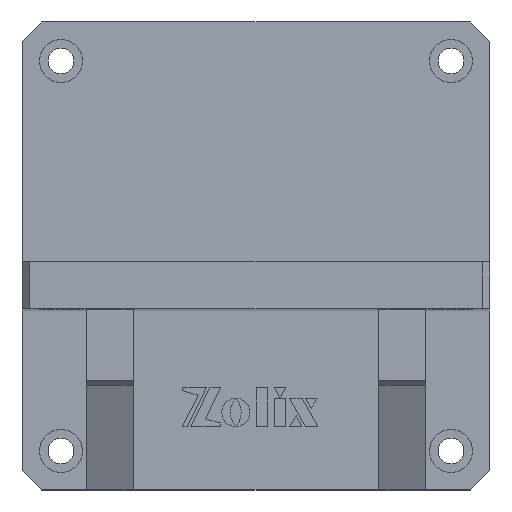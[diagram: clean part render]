
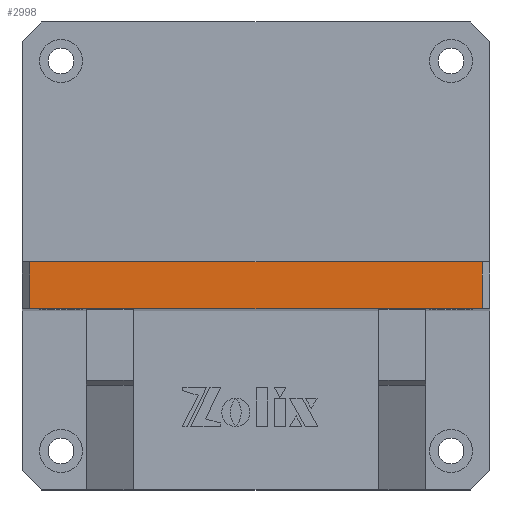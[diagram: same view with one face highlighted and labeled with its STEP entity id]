
A CAD part, top view. The second image highlights one B-rep face of the part: STEP entity #2998.
In plain terms, the highlighted planar face has unit normal (0, 0, 1).
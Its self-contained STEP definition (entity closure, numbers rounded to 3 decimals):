
#89 = ORIENTED_EDGE ( 'NONE', *, *, #1484, .F. ) ;
#237 = ORIENTED_EDGE ( 'NONE', *, *, #3128, .T. ) ;
#656 = CARTESIAN_POINT ( 'NONE',  ( -60., -12., 81.977 ) ) ;
#671 = VECTOR ( 'NONE', #9560, 1000. ) ;
#792 = PLANE ( 'NONE',  #2494 ) ;
#1294 = CARTESIAN_POINT ( 'NONE',  ( -60., 0., 81.977 ) ) ;
#1484 = EDGE_CURVE ( 'NONE', #10147, #13785, #8145, .T. ) ;
#1605 = EDGE_LOOP ( 'NONE', ( #10970, #237, #89, #13504 ) ) ;
#1792 = CARTESIAN_POINT ( 'NONE',  ( 58., -12., 81.977 ) ) ;
#2060 = CARTESIAN_POINT ( 'NONE',  ( -58., -12., 81.977 ) ) ;
#2494 = AXIS2_PLACEMENT_3D ( 'NONE', #656, #11646, #12576 ) ;
#2822 = CARTESIAN_POINT ( 'NONE',  ( 58., 0., 81.977 ) ) ;
#2926 = CARTESIAN_POINT ( 'NONE',  ( -58., 0., 81.977 ) ) ;
#2998 = ADVANCED_FACE ( 'NONE', ( #4056 ), #792, .F. ) ;
#3128 = EDGE_CURVE ( 'NONE', #4943, #13785, #5902, .T. ) ;
#3417 = CARTESIAN_POINT ( 'NONE',  ( -60., -12., 81.977 ) ) ;
#4056 = FACE_OUTER_BOUND ( 'NONE', #1605, .T. ) ;
#4203 = CARTESIAN_POINT ( 'NONE',  ( 58., -12., 81.977 ) ) ;
#4828 = CARTESIAN_POINT ( 'NONE',  ( -58., -12., 81.977 ) ) ;
#4943 = VERTEX_POINT ( 'NONE', #2926 ) ;
#5902 = LINE ( 'NONE', #2060, #671 ) ;
#6171 = LINE ( 'NONE', #1294, #6845 ) ;
#6845 = VECTOR ( 'NONE', #8927, 1000. ) ;
#8145 = LINE ( 'NONE', #3417, #9181 ) ;
#8460 = VECTOR ( 'NONE', #11798, 1000. ) ;
#8927 = DIRECTION ( 'NONE',  ( -1., 0., 0. ) ) ;
#9181 = VECTOR ( 'NONE', #10995, 1000. ) ;
#9286 = EDGE_CURVE ( 'NONE', #10147, #9645, #14056, .T. ) ;
#9560 = DIRECTION ( 'NONE',  ( 0., -1., 0. ) ) ;
#9645 = VERTEX_POINT ( 'NONE', #2822 ) ;
#10147 = VERTEX_POINT ( 'NONE', #1792 ) ;
#10970 = ORIENTED_EDGE ( 'NONE', *, *, #13641, .T. ) ;
#10995 = DIRECTION ( 'NONE',  ( -1., 0., 0. ) ) ;
#11646 = DIRECTION ( 'NONE',  ( 0., 0., -1. ) ) ;
#11798 = DIRECTION ( 'NONE',  ( 0., 1., 0. ) ) ;
#12576 = DIRECTION ( 'NONE',  ( 0., 1., 0. ) ) ;
#13504 = ORIENTED_EDGE ( 'NONE', *, *, #9286, .T. ) ;
#13641 = EDGE_CURVE ( 'NONE', #9645, #4943, #6171, .T. ) ;
#13785 = VERTEX_POINT ( 'NONE', #4828 ) ;
#14056 = LINE ( 'NONE', #4203, #8460 ) ;
